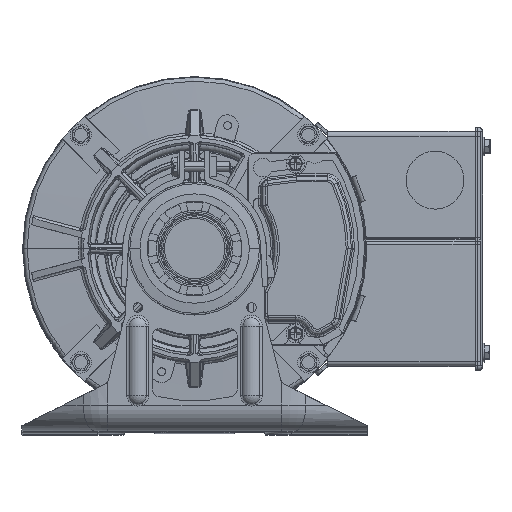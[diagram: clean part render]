
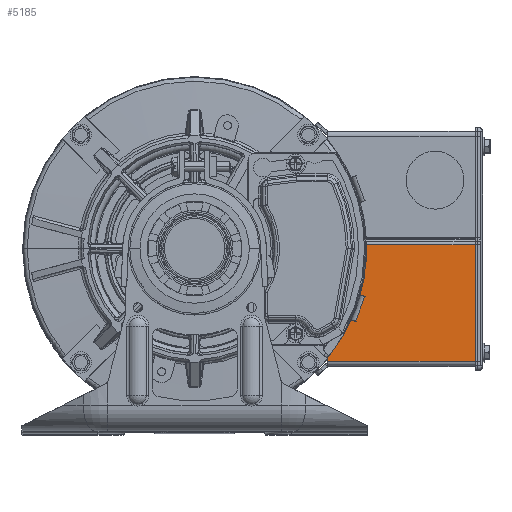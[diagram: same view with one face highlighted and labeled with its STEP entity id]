
A CAD part, top view. The second image highlights one B-rep face of the part: STEP entity #5185.
In plain terms, the highlighted planar face has unit normal (0, 0, 1).
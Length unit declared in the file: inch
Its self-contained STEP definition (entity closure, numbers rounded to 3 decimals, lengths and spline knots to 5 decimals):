
#269 = AXIS2_PLACEMENT_3D ( 'NONE', #103060, #70943, #113571 ) ;
#906 = EDGE_CURVE ( 'NONE', #111886, #119344, #135996, .T. ) ;
#3062 = VERTEX_POINT ( 'NONE', #21743 ) ;
#3608 = LINE ( 'NONE', #122353, #88574 ) ;
#3680 = EDGE_CURVE ( 'NONE', #87478, #96266, #3608, .T. ) ;
#5185 = ADVANCED_FACE ( 'NONE', ( #37874 ), #123335, .F. ) ;
#5988 = LINE ( 'NONE', #141609, #120485 ) ;
#9665 = DIRECTION ( 'NONE',  ( 0.342, 0.94, 0. ) ) ;
#9774 = EDGE_CURVE ( 'NONE', #120923, #34490, #94129, .T. ) ;
#10604 = EDGE_CURVE ( 'NONE', #94626, #124593, #83629, .T. ) ;
#10833 = CARTESIAN_POINT ( 'NONE',  ( 3.11742, -0.86944, 4.72034 ) ) ;
#11064 = CARTESIAN_POINT ( 'NONE',  ( 5.37625, 0.07644, 4.72034 ) ) ;
#12286 = VECTOR ( 'NONE', #105781, 39.37008 ) ;
#14347 = VECTOR ( 'NONE', #114289, 39.37008 ) ;
#17052 = ORIENTED_EDGE ( 'NONE', *, *, #47520, .F. ) ;
#20539 = VECTOR ( 'NONE', #122595, 39.37008 ) ;
#20782 = CARTESIAN_POINT ( 'NONE',  ( 3.0402, -1.37395, 4.72034 ) ) ;
#21743 = CARTESIAN_POINT ( 'NONE',  ( 3.03081, -1.37053, 4.72034 ) ) ;
#23694 = CARTESIAN_POINT ( 'NONE',  ( 2.94606, -1.34022, 4.72034 ) ) ;
#23809 = VECTOR ( 'NONE', #116467, 39.37008 ) ;
#23976 = DIRECTION ( 'NONE',  ( 0., 0., -1. ) ) ;
#24036 = LINE ( 'NONE', #56205, #20539 ) ;
#24641 = VECTOR ( 'NONE', #9665, 39.37008 ) ;
#25093 = LINE ( 'NONE', #138189, #54605 ) ;
#25931 = DIRECTION ( 'NONE',  ( 0., 0., -1. ) ) ;
#27555 = EDGE_LOOP ( 'NONE', ( #78870, #66024, #49328, #98942, #17052, #122903, #116137, #132103, #111933, #134628, #47885, #135748, #70108 ) ) ;
#27645 = EDGE_CURVE ( 'NONE', #125147, #3062, #43900, .T. ) ;
#33499 = VERTEX_POINT ( 'NONE', #117386 ) ;
#34301 = LINE ( 'NONE', #38980, #23809 ) ;
#34490 = VERTEX_POINT ( 'NONE', #141797 ) ;
#35218 = VECTOR ( 'NONE', #46803, 39.37008 ) ;
#37874 = FACE_OUTER_BOUND ( 'NONE', #27555, .T. ) ;
#38980 = CARTESIAN_POINT ( 'NONE',  ( 2.50625, 0.07644, 4.72034 ) ) ;
#42808 = LINE ( 'NONE', #119193, #68762 ) ;
#43900 = LINE ( 'NONE', #103117, #14347 ) ;
#45846 = CARTESIAN_POINT ( 'NONE',  ( 2.50625, -2.15, 4.72034 ) ) ;
#46803 = DIRECTION ( 'NONE',  ( -1., 0., 0. ) ) ;
#47520 = EDGE_CURVE ( 'NONE', #83832, #94626, #42808, .T. ) ;
#47885 = ORIENTED_EDGE ( 'NONE', *, *, #906, .T. ) ;
#48187 = LINE ( 'NONE', #99560, #96606 ) ;
#48669 = EDGE_CURVE ( 'NONE', #120923, #99898, #5988, .T. ) ;
#49328 = ORIENTED_EDGE ( 'NONE', *, *, #64579, .T. ) ;
#49594 = DIRECTION ( 'NONE',  ( 0.94, -0.342, 0. ) ) ;
#51716 = CARTESIAN_POINT ( 'NONE',  ( 3.21122, -0.90411, 4.72034 ) ) ;
#54605 = VECTOR ( 'NONE', #49594, 39.37008 ) ;
#56205 = CARTESIAN_POINT ( 'NONE',  ( 2.94627, -1.33976, 4.72034 ) ) ;
#57492 = CIRCLE ( 'NONE', #68007, 3.24 ) ;
#64579 = EDGE_CURVE ( 'NONE', #3062, #124593, #24036, .T. ) ;
#66024 = ORIENTED_EDGE ( 'NONE', *, *, #27645, .T. ) ;
#68007 = AXIS2_PLACEMENT_3D ( 'NONE', #92305, #25931, #103426 ) ;
#68762 = VECTOR ( 'NONE', #75057, 39.37008 ) ;
#70108 = ORIENTED_EDGE ( 'NONE', *, *, #3680, .T. ) ;
#70943 = DIRECTION ( 'NONE',  ( 0., 0., -1. ) ) ;
#75057 = DIRECTION ( 'NONE',  ( 0.94, -0.342, 0. ) ) ;
#78870 = ORIENTED_EDGE ( 'NONE', *, *, #92763, .T. ) ;
#83629 = LINE ( 'NONE', #20782, #24641 ) ;
#83832 = VERTEX_POINT ( 'NONE', #23694 ) ;
#87478 = VERTEX_POINT ( 'NONE', #136884 ) ;
#88574 = VECTOR ( 'NONE', #100000, 39.37008 ) ;
#91773 = AXIS2_PLACEMENT_3D ( 'NONE', #45846, #23976, #101464 ) ;
#92305 = CARTESIAN_POINT ( 'NONE',  ( -0.00375, 0., 4.72034 ) ) ;
#92763 = EDGE_CURVE ( 'NONE', #96266, #125147, #48187, .T. ) ;
#92947 = EDGE_CURVE ( 'NONE', #99898, #111886, #34301, .T. ) ;
#93663 = CARTESIAN_POINT ( 'NONE',  ( 3.20182, -0.90069, 4.72034 ) ) ;
#94129 = LINE ( 'NONE', #113125, #35218 ) ;
#94626 = VERTEX_POINT ( 'NONE', #138363 ) ;
#96266 = VERTEX_POINT ( 'NONE', #51716 ) ;
#96606 = VECTOR ( 'NONE', #121452, 39.37008 ) ;
#97178 = LINE ( 'NONE', #128137, #12286 ) ;
#98153 = EDGE_CURVE ( 'NONE', #33499, #34490, #97178, .T. ) ;
#98942 = ORIENTED_EDGE ( 'NONE', *, *, #10604, .F. ) ;
#99560 = CARTESIAN_POINT ( 'NONE',  ( 3.11728, -0.86992, 4.72034 ) ) ;
#99898 = VERTEX_POINT ( 'NONE', #11064 ) ;
#100000 = DIRECTION ( 'NONE',  ( -0.342, -0.94, 0. ) ) ;
#101464 = DIRECTION ( 'NONE',  ( 0., 1., 0. ) ) ;
#103060 = CARTESIAN_POINT ( 'NONE',  ( -0.00375, 0., 4.72034 ) ) ;
#103117 = CARTESIAN_POINT ( 'NONE',  ( 2.71893, -2.22741, 4.72034 ) ) ;
#103426 = DIRECTION ( 'NONE',  ( 0., -1., 0. ) ) ;
#105781 = DIRECTION ( 'NONE',  ( 0., -1., 0. ) ) ;
#111886 = VERTEX_POINT ( 'NONE', #119671 ) ;
#111933 = ORIENTED_EDGE ( 'NONE', *, *, #48669, .T. ) ;
#113125 = CARTESIAN_POINT ( 'NONE',  ( 2.50625, -2.12, 4.72034 ) ) ;
#113571 = DIRECTION ( 'NONE',  ( 0., -1., 0. ) ) ;
#114289 = DIRECTION ( 'NONE',  ( -0.342, -0.94, 0. ) ) ;
#116137 = ORIENTED_EDGE ( 'NONE', *, *, #98153, .T. ) ;
#116467 = DIRECTION ( 'NONE',  ( -1., 0., 0. ) ) ;
#117386 = CARTESIAN_POINT ( 'NONE',  ( 2.50625, -2.04878, 4.72034 ) ) ;
#118107 = EDGE_CURVE ( 'NONE', #119344, #87478, #25093, .T. ) ;
#119193 = CARTESIAN_POINT ( 'NONE',  ( 2.94606, -1.34022, 4.72034 ) ) ;
#119344 = VERTEX_POINT ( 'NONE', #10833 ) ;
#119671 = CARTESIAN_POINT ( 'NONE',  ( 3.23535, 0.07644, 4.72034 ) ) ;
#120485 = VECTOR ( 'NONE', #142114, 39.37008 ) ;
#120923 = VERTEX_POINT ( 'NONE', #132497 ) ;
#121452 = DIRECTION ( 'NONE',  ( -0.94, 0.342, 0. ) ) ;
#121557 = CARTESIAN_POINT ( 'NONE',  ( 3.0402, -1.37395, 4.72034 ) ) ;
#122353 = CARTESIAN_POINT ( 'NONE',  ( 2.72833, -2.23083, 4.72034 ) ) ;
#122595 = DIRECTION ( 'NONE',  ( 0.94, -0.342, 0. ) ) ;
#122903 = ORIENTED_EDGE ( 'NONE', *, *, #130943, .T. ) ;
#123335 = PLANE ( 'NONE',  #91773 ) ;
#124593 = VERTEX_POINT ( 'NONE', #121557 ) ;
#125147 = VERTEX_POINT ( 'NONE', #93663 ) ;
#128137 = CARTESIAN_POINT ( 'NONE',  ( 2.50625, -2.15, 4.72034 ) ) ;
#130943 = EDGE_CURVE ( 'NONE', #83832, #33499, #57492, .T. ) ;
#132103 = ORIENTED_EDGE ( 'NONE', *, *, #9774, .F. ) ;
#132497 = CARTESIAN_POINT ( 'NONE',  ( 5.37625, -2.12, 4.72034 ) ) ;
#134628 = ORIENTED_EDGE ( 'NONE', *, *, #92947, .T. ) ;
#135748 = ORIENTED_EDGE ( 'NONE', *, *, #118107, .T. ) ;
#135996 = CIRCLE ( 'NONE', #269, 3.24 ) ;
#136884 = CARTESIAN_POINT ( 'NONE',  ( 3.21139, -0.90364, 4.72034 ) ) ;
#138189 = CARTESIAN_POINT ( 'NONE',  ( 2.98931, -0.82281, 4.72034 ) ) ;
#138363 = CARTESIAN_POINT ( 'NONE',  ( 3.04003, -1.37442, 4.72034 ) ) ;
#141609 = CARTESIAN_POINT ( 'NONE',  ( 5.37625, 0.56, 4.72034 ) ) ;
#141797 = CARTESIAN_POINT ( 'NONE',  ( 2.50625, -2.12, 4.72034 ) ) ;
#142114 = DIRECTION ( 'NONE',  ( 0., 1., 0. ) ) ;
